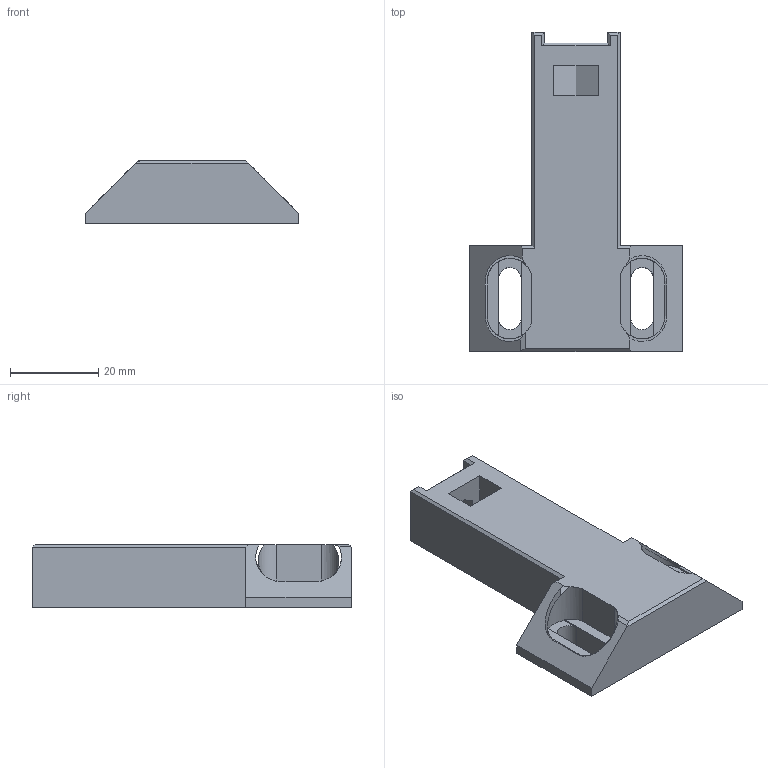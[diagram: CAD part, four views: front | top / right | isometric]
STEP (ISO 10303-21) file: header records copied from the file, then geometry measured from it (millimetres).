
FILE_DESCRIPTION(('Open CASCADE Model'),'2;1');
FILE_NAME('Open CASCADE Shape Model','2022-06-27T17:42:53',('Author'),( 'Open CASCADE'),'Open CASCADE STEP processor 6.5','Open CASCADE 6.5' ,'Unknown');
FILE_SCHEMA(('AUTOMOTIVE_DESIGN { 1 0 10303 214 1 1 1 1 }'));
Length unit declared in the file: millimetre
Products named in the file (66): CADSOFTTOOLS 4; CADSOFTTOOLS 4.1; CADSOFTTOOLS 4.2; CADSOFTTOOLS 4.3; CADSOFTTOOLS 4.4; CADSOFTTOOLS 4.5; CADSOFTTOOLS 4.6; CADSOFTTOOLS 4.7; CADSOFTTOOLS 4.8; CADSOFTTOOLS 4.9; CADSOFTTOOLS 4.10; CADSOFTTOOLS 4.11; CADSOFTTOOLS 4.12; CADSOFTTOOLS 4.13; CADSOFTTOOLS 4.14; CADSOFTTOOLS 4.15; CADSOFTTOOLS 4.16; CADSOFTTOOLS 4.17; CADSOFTTOOLS 4.18; CADSOFTTOOLS 4.19; CADSOFTTOOLS 4.20; CADSOFTTOOLS 4.21; CADSOFTTOOLS 4.22; CADSOFTTOOLS 4.23; CADSOFTTOOLS 4.24; CADSOFTTOOLS 4.25; CADSOFTTOOLS 4.26; CADSOFTTOOLS 4.27; CADSOFTTOOLS 4.28; CADSOFTTOOLS 4.29; CADSOFTTOOLS 4.30; CADSOFTTOOLS 4.31; CADSOFTTOOLS 4.32; CADSOFTTOOLS 4.33; CADSOFTTOOLS 4.34; CADSOFTTOOLS 4.35; CADSOFTTOOLS 4.36; CADSOFTTOOLS 4.37; CADSOFTTOOLS 4.38; CADSOFTTOOLS 4.39 ...
Assembly tree (65 placements, depth 2):
  CADSOFTTOOLS 4
    CADSOFTTOOLS 4.1
    CADSOFTTOOLS 4.2
    CADSOFTTOOLS 4.3
    CADSOFTTOOLS 4.4
    CADSOFTTOOLS 4.5
    CADSOFTTOOLS 4.6
    CADSOFTTOOLS 4.7
    CADSOFTTOOLS 4.8
    CADSOFTTOOLS 4.9
    CADSOFTTOOLS 4.10
    CADSOFTTOOLS 4.11
    CADSOFTTOOLS 4.12
    CADSOFTTOOLS 4.13
    CADSOFTTOOLS 4.14
    CADSOFTTOOLS 4.15
    CADSOFTTOOLS 4.16
    CADSOFTTOOLS 4.17
    CADSOFTTOOLS 4.18
    CADSOFTTOOLS 4.19
    CADSOFTTOOLS 4.20
    CADSOFTTOOLS 4.21
    CADSOFTTOOLS 4.22
    CADSOFTTOOLS 4.23
    CADSOFTTOOLS 4.24
    CADSOFTTOOLS 4.25
    CADSOFTTOOLS 4.26
    CADSOFTTOOLS 4.27
    CADSOFTTOOLS 4.28
    CADSOFTTOOLS 4.29
    CADSOFTTOOLS 4.30
    CADSOFTTOOLS 4.31
    CADSOFTTOOLS 4.32
    CADSOFTTOOLS 4.33
    CADSOFTTOOLS 4.34
    CADSOFTTOOLS 4.35
    CADSOFTTOOLS 4.36
    CADSOFTTOOLS 4.37
    CADSOFTTOOLS 4.38
    CADSOFTTOOLS 4.39
    CADSOFTTOOLS 4.40
    CADSOFTTOOLS 4.41
    CADSOFTTOOLS 4.42
    CADSOFTTOOLS 4.43
    CADSOFTTOOLS 4.44
    CADSOFTTOOLS 4.45
    CADSOFTTOOLS 4.46
    CADSOFTTOOLS 4.47
    CADSOFTTOOLS 4.48
    CADSOFTTOOLS 4.49
    CADSOFTTOOLS 4.50
    CADSOFTTOOLS 4.51
    CADSOFTTOOLS 4.52
    CADSOFTTOOLS 4.53
    CADSOFTTOOLS 4.54
    CADSOFTTOOLS 4.55
    CADSOFTTOOLS 4.56
    CADSOFTTOOLS 4.57
    CADSOFTTOOLS 4.58
    CADSOFTTOOLS 4.59
Bounding box: 48.25 x 72.35 x 14.26 mm (x, y, z)
Surface area: 7872.7 mm2 (no closed solid volume)
Topology: 0 solids, 65 shells, 65 faces, 367 edges, 367 vertices
Faces by surface type: plane 57, cylinder 8
Entity records: 7569 total; most frequent: CARTESIAN_POINT 2990, B_SPLINE_CURVE_WITH_KNOTS 662, ORIENTED_EDGE 367, EDGE_CURVE 367, VERTEX_POINT 367, SURFACE_CURVE 367, PCURVE 367, DEFINITIONAL_REPRESENTATION 367
